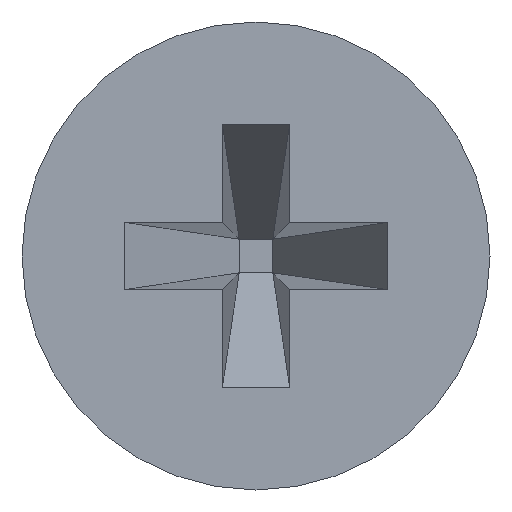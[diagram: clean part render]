
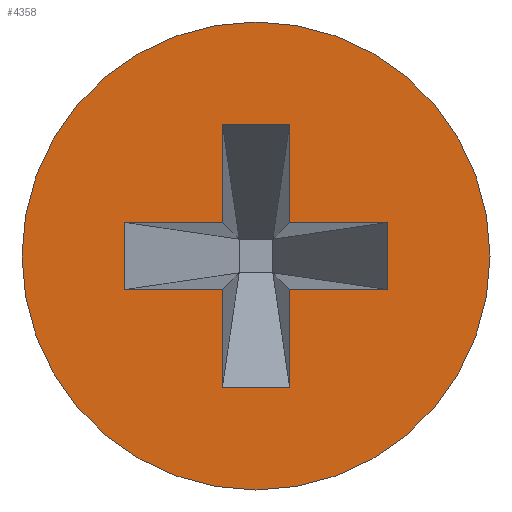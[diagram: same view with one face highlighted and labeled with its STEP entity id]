
A CAD part, left-side view. The second image highlights one B-rep face of the part: STEP entity #4358.
In plain terms, the highlighted planar face has unit normal (-1, 0, 0).
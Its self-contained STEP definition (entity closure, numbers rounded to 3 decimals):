
#20 = VECTOR ( 'NONE', #538, 1000. ) ;
#91 = DIRECTION ( 'NONE',  ( 0., 0., 1. ) ) ;
#112 = VERTEX_POINT ( 'NONE', #2716 ) ;
#242 = EDGE_LOOP ( 'NONE', ( #1959, #1220 ) ) ;
#243 = CARTESIAN_POINT ( 'NONE',  ( 0., -1.55, -0.395 ) ) ;
#251 = EDGE_CURVE ( 'NONE', #1051, #278, #2789, .T. ) ;
#259 = VECTOR ( 'NONE', #2111, 1000. ) ;
#278 = VERTEX_POINT ( 'NONE', #1325 ) ;
#314 = DIRECTION ( 'NONE',  ( 0., -1., 0. ) ) ;
#335 = VECTOR ( 'NONE', #3696, 1000. ) ;
#375 = EDGE_CURVE ( 'NONE', #4702, #2149, #3328, .T. ) ;
#395 = VECTOR ( 'NONE', #2657, 1000. ) ;
#495 = ORIENTED_EDGE ( 'NONE', *, *, #1515, .T. ) ;
#538 = DIRECTION ( 'NONE',  ( 0., 0., 1. ) ) ;
#548 = CARTESIAN_POINT ( 'NONE',  ( 0., 0., 0. ) ) ;
#554 = EDGE_CURVE ( 'NONE', #2691, #823, #4120, .T. ) ;
#719 = CARTESIAN_POINT ( 'NONE',  ( 0., -1.55, 0.395 ) ) ;
#756 = CARTESIAN_POINT ( 'NONE',  ( 0., 0.395, -1.55 ) ) ;
#782 = EDGE_CURVE ( 'NONE', #2624, #1306, #1223, .T. ) ;
#823 = VERTEX_POINT ( 'NONE', #4774 ) ;
#862 = FACE_OUTER_BOUND ( 'NONE', #242, .T. ) ;
#936 = PLANE ( 'NONE',  #4823 ) ;
#982 = CARTESIAN_POINT ( 'NONE',  ( 0., -0.395, -1.55 ) ) ;
#987 = EDGE_CURVE ( 'NONE', #278, #4702, #3433, .T. ) ;
#1048 = CARTESIAN_POINT ( 'NONE',  ( 0., 0.395, -1.55 ) ) ;
#1051 = VERTEX_POINT ( 'NONE', #2368 ) ;
#1054 = CARTESIAN_POINT ( 'NONE',  ( 0., 0.395, 1.55 ) ) ;
#1110 = DIRECTION ( 'NONE',  ( -1., 0., 0. ) ) ;
#1145 = ORIENTED_EDGE ( 'NONE', *, *, #1329, .T. ) ;
#1167 = CARTESIAN_POINT ( 'NONE',  ( 0., 1.55, 0.395 ) ) ;
#1220 = ORIENTED_EDGE ( 'NONE', *, *, #2170, .T. ) ;
#1223 = LINE ( 'NONE', #2710, #1591 ) ;
#1286 = DIRECTION ( 'NONE',  ( 0., 0., 1. ) ) ;
#1306 = VERTEX_POINT ( 'NONE', #4062 ) ;
#1325 = CARTESIAN_POINT ( 'NONE',  ( 0., -0.395, 0.395 ) ) ;
#1329 = EDGE_CURVE ( 'NONE', #1524, #4518, #2975, .T. ) ;
#1411 = LINE ( 'NONE', #2568, #2174 ) ;
#1452 = CARTESIAN_POINT ( 'NONE',  ( 0., -1.55, -0.395 ) ) ;
#1475 = CARTESIAN_POINT ( 'NONE',  ( 0., 0., 0. ) ) ;
#1501 = VECTOR ( 'NONE', #2999, 1000. ) ;
#1515 = EDGE_CURVE ( 'NONE', #1306, #3306, #1602, .T. ) ;
#1524 = VERTEX_POINT ( 'NONE', #3191 ) ;
#1591 = VECTOR ( 'NONE', #4194, 1000. ) ;
#1592 = AXIS2_PLACEMENT_3D ( 'NONE', #3234, #4705, #2182 ) ;
#1602 = LINE ( 'NONE', #2719, #2751 ) ;
#1721 = EDGE_CURVE ( 'NONE', #2149, #1524, #4029, .T. ) ;
#1831 = EDGE_LOOP ( 'NONE', ( #4180, #1145, #3402, #3631, #495, #4779, #4087, #3926, #4346, #2216, #3875, #4505 ) ) ;
#1839 = LINE ( 'NONE', #1054, #4654 ) ;
#1864 = LINE ( 'NONE', #2311, #2227 ) ;
#1904 = EDGE_CURVE ( 'NONE', #4260, #2691, #1864, .T. ) ;
#1959 = ORIENTED_EDGE ( 'NONE', *, *, #3123, .T. ) ;
#1991 = EDGE_CURVE ( 'NONE', #3306, #4260, #2460, .T. ) ;
#2111 = DIRECTION ( 'NONE',  ( 0., 0., -1. ) ) ;
#2149 = VERTEX_POINT ( 'NONE', #243 ) ;
#2170 = EDGE_CURVE ( 'NONE', #112, #4310, #3700, .T. ) ;
#2174 = VECTOR ( 'NONE', #3683, 1000. ) ;
#2182 = DIRECTION ( 'NONE',  ( 0., 0., 1. ) ) ;
#2215 = CARTESIAN_POINT ( 'NONE',  ( 0., -1.55, 0.395 ) ) ;
#2216 = ORIENTED_EDGE ( 'NONE', *, *, #251, .T. ) ;
#2227 = VECTOR ( 'NONE', #3379, 1000. ) ;
#2311 = CARTESIAN_POINT ( 'NONE',  ( 0., 1.55, 0.395 ) ) ;
#2368 = CARTESIAN_POINT ( 'NONE',  ( 0., -0.395, 1.55 ) ) ;
#2460 = LINE ( 'NONE', #2786, #20 ) ;
#2568 = CARTESIAN_POINT ( 'NONE',  ( 0., -0.395, -1.55 ) ) ;
#2624 = VERTEX_POINT ( 'NONE', #1048 ) ;
#2657 = DIRECTION ( 'NONE',  ( 0., -1., 0. ) ) ;
#2691 = VERTEX_POINT ( 'NONE', #4744 ) ;
#2698 = EDGE_CURVE ( 'NONE', #4518, #2624, #1411, .T. ) ;
#2710 = CARTESIAN_POINT ( 'NONE',  ( 0., 0.395, -1.55 ) ) ;
#2716 = CARTESIAN_POINT ( 'NONE',  ( 0., 0., -2.75 ) ) ;
#2719 = CARTESIAN_POINT ( 'NONE',  ( 0., -1.55, -0.395 ) ) ;
#2751 = VECTOR ( 'NONE', #4560, 1000. ) ;
#2786 = CARTESIAN_POINT ( 'NONE',  ( 0., 1.55, -0.395 ) ) ;
#2789 = LINE ( 'NONE', #4656, #4145 ) ;
#2968 = DIRECTION ( 'NONE',  ( 0., 0., 1. ) ) ;
#2975 = LINE ( 'NONE', #3317, #1501 ) ;
#2980 = CARTESIAN_POINT ( 'NONE',  ( 0., 1.55, 0.395 ) ) ;
#2999 = DIRECTION ( 'NONE',  ( 0., 0., -1. ) ) ;
#3123 = EDGE_CURVE ( 'NONE', #4310, #112, #4809, .T. ) ;
#3191 = CARTESIAN_POINT ( 'NONE',  ( 0., -0.395, -0.395 ) ) ;
#3234 = CARTESIAN_POINT ( 'NONE',  ( 0., 0., 0. ) ) ;
#3306 = VERTEX_POINT ( 'NONE', #3914 ) ;
#3317 = CARTESIAN_POINT ( 'NONE',  ( 0., -0.395, 1.55 ) ) ;
#3328 = LINE ( 'NONE', #2215, #259 ) ;
#3344 = AXIS2_PLACEMENT_3D ( 'NONE', #1475, #1110, #2968 ) ;
#3379 = DIRECTION ( 'NONE',  ( 0., -1., 0. ) ) ;
#3402 = ORIENTED_EDGE ( 'NONE', *, *, #2698, .T. ) ;
#3433 = LINE ( 'NONE', #1167, #395 ) ;
#3450 = EDGE_CURVE ( 'NONE', #823, #1051, #1839, .T. ) ;
#3476 = DIRECTION ( 'NONE',  ( 0., 0., -1. ) ) ;
#3631 = ORIENTED_EDGE ( 'NONE', *, *, #782, .T. ) ;
#3683 = DIRECTION ( 'NONE',  ( 0., 1., 0. ) ) ;
#3696 = DIRECTION ( 'NONE',  ( 0., 1., 0. ) ) ;
#3700 = CIRCLE ( 'NONE', #1592, 2.75 ) ;
#3796 = CARTESIAN_POINT ( 'NONE',  ( 0., 0., 2.75 ) ) ;
#3821 = FACE_BOUND ( 'NONE', #1831, .T. ) ;
#3848 = DIRECTION ( 'NONE',  ( -1., 0., 0. ) ) ;
#3875 = ORIENTED_EDGE ( 'NONE', *, *, #987, .T. ) ;
#3914 = CARTESIAN_POINT ( 'NONE',  ( 0., 1.55, -0.395 ) ) ;
#3926 = ORIENTED_EDGE ( 'NONE', *, *, #554, .T. ) ;
#4029 = LINE ( 'NONE', #1452, #335 ) ;
#4062 = CARTESIAN_POINT ( 'NONE',  ( 0., 0.395, -0.395 ) ) ;
#4087 = ORIENTED_EDGE ( 'NONE', *, *, #1904, .T. ) ;
#4120 = LINE ( 'NONE', #756, #4534 ) ;
#4145 = VECTOR ( 'NONE', #3476, 1000. ) ;
#4180 = ORIENTED_EDGE ( 'NONE', *, *, #1721, .T. ) ;
#4194 = DIRECTION ( 'NONE',  ( 0., 0., 1. ) ) ;
#4260 = VERTEX_POINT ( 'NONE', #2980 ) ;
#4310 = VERTEX_POINT ( 'NONE', #3796 ) ;
#4346 = ORIENTED_EDGE ( 'NONE', *, *, #3450, .T. ) ;
#4358 = ADVANCED_FACE ( 'NONE', ( #862, #3821 ), #936, .T. ) ;
#4505 = ORIENTED_EDGE ( 'NONE', *, *, #375, .T. ) ;
#4518 = VERTEX_POINT ( 'NONE', #982 ) ;
#4534 = VECTOR ( 'NONE', #91, 1000. ) ;
#4560 = DIRECTION ( 'NONE',  ( 0., 1., 0. ) ) ;
#4654 = VECTOR ( 'NONE', #314, 1000. ) ;
#4656 = CARTESIAN_POINT ( 'NONE',  ( 0., -0.395, 1.55 ) ) ;
#4702 = VERTEX_POINT ( 'NONE', #719 ) ;
#4705 = DIRECTION ( 'NONE',  ( -1., 0., 0. ) ) ;
#4744 = CARTESIAN_POINT ( 'NONE',  ( 0., 0.395, 0.395 ) ) ;
#4774 = CARTESIAN_POINT ( 'NONE',  ( 0., 0.395, 1.55 ) ) ;
#4779 = ORIENTED_EDGE ( 'NONE', *, *, #1991, .T. ) ;
#4809 = CIRCLE ( 'NONE', #3344, 2.75 ) ;
#4823 = AXIS2_PLACEMENT_3D ( 'NONE', #548, #3848, #1286 ) ;
